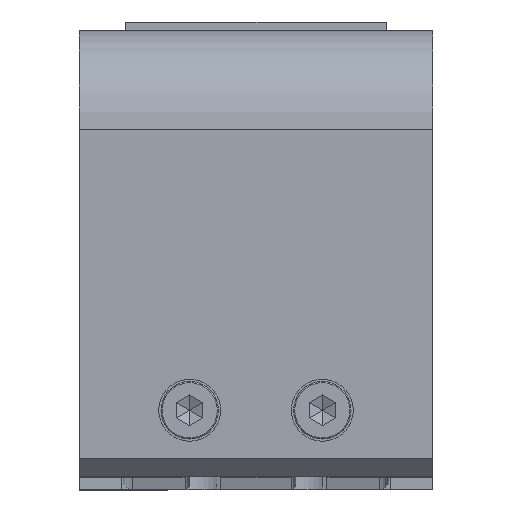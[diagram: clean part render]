
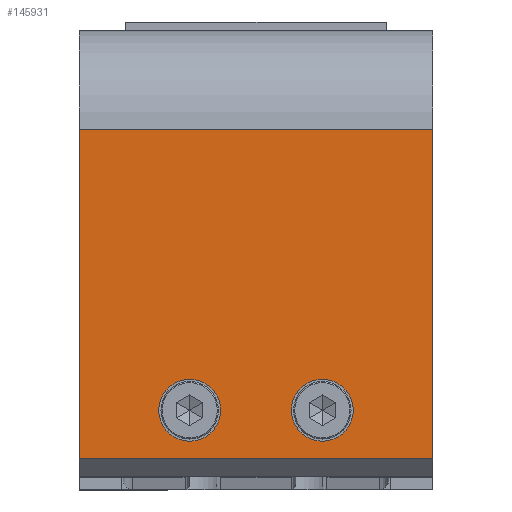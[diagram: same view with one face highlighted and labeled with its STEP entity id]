
A CAD part, top view. The second image highlights one B-rep face of the part: STEP entity #145931.
In plain terms, the highlighted planar face has unit normal (0, 0, 1).
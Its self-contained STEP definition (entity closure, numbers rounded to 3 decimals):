
#1310 = AXIS2_PLACEMENT_3D ( 'NONE', #86512, #9944, #29007 ) ;
#1435 = EDGE_CURVE ( 'NONE', #107219, #90940, #74965, .T. ) ;
#2932 = EDGE_LOOP ( 'NONE', ( #149484, #53373, #104700, #164386 ) ) ;
#6552 = CARTESIAN_POINT ( 'NONE',  ( 153.798, 174.238, 570.351 ) ) ;
#9944 = DIRECTION ( 'NONE',  ( 0., 0., 1. ) ) ;
#12364 = DIRECTION ( 'NONE',  ( 1., 0., 0. ) ) ;
#16679 = CARTESIAN_POINT ( 'NONE',  ( 137.798, 174.238, 570.351 ) ) ;
#18331 = VERTEX_POINT ( 'NONE', #16679 ) ;
#19178 = CARTESIAN_POINT ( 'NONE',  ( 185.798, 159.238, 570.351 ) ) ;
#21422 = CARTESIAN_POINT ( 'NONE',  ( 185.798, 163.238, 570.351 ) ) ;
#22414 = LINE ( 'NONE', #21422, #185699 ) ;
#25484 = DIRECTION ( 'NONE',  ( 0., 0., 1. ) ) ;
#25845 = CARTESIAN_POINT ( 'NONE',  ( 185.798, 159.238, 570.351 ) ) ;
#27509 = DIRECTION ( 'NONE',  ( 0., 0., 1. ) ) ;
#27611 = EDGE_CURVE ( 'NONE', #33024, #57699, #36833, .T. ) ;
#29007 = DIRECTION ( 'NONE',  ( 1., 0., 0. ) ) ;
#29630 = EDGE_CURVE ( 'NONE', #172285, #18331, #187743, .T. ) ;
#32245 = LINE ( 'NONE', #19178, #193816 ) ;
#33024 = VERTEX_POINT ( 'NONE', #115550 ) ;
#36833 = CIRCLE ( 'NONE', #123668, 7. ) ;
#40562 = EDGE_CURVE ( 'NONE', #18331, #172285, #120827, .T. ) ;
#41626 = CARTESIAN_POINT ( 'NONE',  ( 185.798, 237.738, 570.351 ) ) ;
#49173 = EDGE_CURVE ( 'NONE', #126765, #107219, #106868, .T. ) ;
#53373 = ORIENTED_EDGE ( 'NONE', *, *, #138283, .T. ) ;
#55005 = VERTEX_POINT ( 'NONE', #114122 ) ;
#56041 = PLANE ( 'NONE',  #194110 ) ;
#57699 = VERTEX_POINT ( 'NONE', #6552 ) ;
#58914 = CIRCLE ( 'NONE', #155459, 7. ) ;
#61845 = CARTESIAN_POINT ( 'NONE',  ( 105.798, 159.238, 570.351 ) ) ;
#63093 = ORIENTED_EDGE ( 'NONE', *, *, #164377, .F. ) ;
#68195 = VECTOR ( 'NONE', #185728, 1000. ) ;
#68917 = EDGE_LOOP ( 'NONE', ( #98121, #63093 ) ) ;
#74965 = LINE ( 'NONE', #61845, #68195 ) ;
#75069 = FACE_OUTER_BOUND ( 'NONE', #2932, .T. ) ;
#79831 = DIRECTION ( 'NONE',  ( 1., 0., 0. ) ) ;
#81352 = DIRECTION ( 'NONE',  ( 0., 0., 1. ) ) ;
#81710 = CARTESIAN_POINT ( 'NONE',  ( 105.798, 237.738, 570.351 ) ) ;
#86512 = CARTESIAN_POINT ( 'NONE',  ( 130.798, 174.238, 570.351 ) ) ;
#87260 = DIRECTION ( 'NONE',  ( 0., 0., -1. ) ) ;
#90879 = CARTESIAN_POINT ( 'NONE',  ( 130.798, 174.238, 570.351 ) ) ;
#90940 = VERTEX_POINT ( 'NONE', #177264 ) ;
#93663 = DIRECTION ( 'NONE',  ( 0., -1., 0. ) ) ;
#98121 = ORIENTED_EDGE ( 'NONE', *, *, #27611, .F. ) ;
#101885 = EDGE_LOOP ( 'NONE', ( #141351, #103835 ) ) ;
#103835 = ORIENTED_EDGE ( 'NONE', *, *, #29630, .F. ) ;
#104700 = ORIENTED_EDGE ( 'NONE', *, *, #145461, .F. ) ;
#105896 = DIRECTION ( 'NONE',  ( -1., 0., 0. ) ) ;
#106868 = LINE ( 'NONE', #41626, #112286 ) ;
#106872 = CARTESIAN_POINT ( 'NONE',  ( 185.798, 237.738, 570.351 ) ) ;
#107219 = VERTEX_POINT ( 'NONE', #81710 ) ;
#109508 = CARTESIAN_POINT ( 'NONE',  ( 160.798, 174.238, 570.351 ) ) ;
#112286 = VECTOR ( 'NONE', #105896, 1000. ) ;
#114122 = CARTESIAN_POINT ( 'NONE',  ( 185.798, 163.238, 570.351 ) ) ;
#115550 = CARTESIAN_POINT ( 'NONE',  ( 167.798, 174.238, 570.351 ) ) ;
#118031 = CARTESIAN_POINT ( 'NONE',  ( 160.798, 174.238, 570.351 ) ) ;
#120827 = CIRCLE ( 'NONE', #197981, 7. ) ;
#123668 = AXIS2_PLACEMENT_3D ( 'NONE', #109508, #81352, #171028 ) ;
#126765 = VERTEX_POINT ( 'NONE', #106872 ) ;
#138283 = EDGE_CURVE ( 'NONE', #90940, #55005, #22414, .T. ) ;
#141351 = ORIENTED_EDGE ( 'NONE', *, *, #40562, .F. ) ;
#145461 = EDGE_CURVE ( 'NONE', #126765, #55005, #32245, .T. ) ;
#145931 = ADVANCED_FACE ( 'NONE', ( #166750, #178881, #75069 ), #56041, .F. ) ;
#149484 = ORIENTED_EDGE ( 'NONE', *, *, #1435, .T. ) ;
#155459 = AXIS2_PLACEMENT_3D ( 'NONE', #118031, #25484, #12364 ) ;
#164377 = EDGE_CURVE ( 'NONE', #57699, #33024, #58914, .T. ) ;
#164386 = ORIENTED_EDGE ( 'NONE', *, *, #49173, .T. ) ;
#166750 = FACE_BOUND ( 'NONE', #101885, .T. ) ;
#171028 = DIRECTION ( 'NONE',  ( 1., 0., 0. ) ) ;
#172285 = VERTEX_POINT ( 'NONE', #184295 ) ;
#177264 = CARTESIAN_POINT ( 'NONE',  ( 105.798, 163.238, 570.351 ) ) ;
#178881 = FACE_BOUND ( 'NONE', #68917, .T. ) ;
#184295 = CARTESIAN_POINT ( 'NONE',  ( 123.798, 174.238, 570.351 ) ) ;
#185699 = VECTOR ( 'NONE', #79831, 1000. ) ;
#185728 = DIRECTION ( 'NONE',  ( 0., -1., 0. ) ) ;
#187743 = CIRCLE ( 'NONE', #1310, 7. ) ;
#193816 = VECTOR ( 'NONE', #93663, 1000. ) ;
#194110 = AXIS2_PLACEMENT_3D ( 'NONE', #25845, #87260, #194906 ) ;
#194906 = DIRECTION ( 'NONE',  ( -1., 0., 0. ) ) ;
#197586 = DIRECTION ( 'NONE',  ( 1., 0., 0. ) ) ;
#197981 = AXIS2_PLACEMENT_3D ( 'NONE', #90879, #27509, #197586 ) ;
